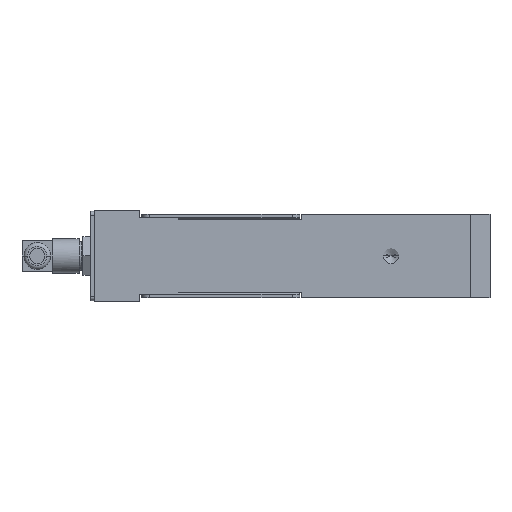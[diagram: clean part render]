
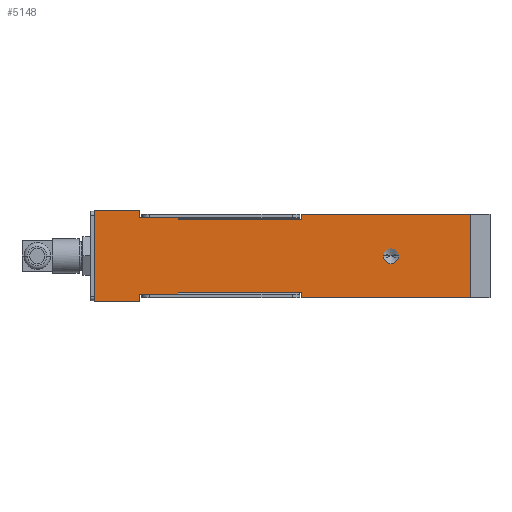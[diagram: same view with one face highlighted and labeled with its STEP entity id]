
A CAD part, front view. The second image highlights one B-rep face of the part: STEP entity #5148.
In plain terms, the highlighted face is planar.
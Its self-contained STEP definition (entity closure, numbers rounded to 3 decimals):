
#1709=CARTESIAN_POINT('',(83.571,10.284,0.0));
#1710=VERTEX_POINT('',#1709);
#1719=CARTESIAN_POINT('',(79.571,10.284,0.0));
#1720=VERTEX_POINT('',#1719);
#1721=CARTESIAN_POINT('',(81.571,10.284,0.0));
#1722=DIRECTION('',(0.0,0.0,1.0));
#1723=DIRECTION('',(1.0,0.0,0.0));
#1724=AXIS2_PLACEMENT_3D('',#1721,#1722,#1723);
#1725=CIRCLE('',#1724,2.0);
#1726=EDGE_CURVE('',#1720,#1710,#1725,.T.);
#2394=CARTESIAN_POINT('',(81.571,10.284,0.0));
#2395=DIRECTION('',(0.0,0.0,1.0));
#2396=DIRECTION('',(1.0,0.0,0.0));
#2397=AXIS2_PLACEMENT_3D('',#2394,#2395,#2396);
#2398=CIRCLE('',#2397,2.0);
#2399=EDGE_CURVE('',#1710,#1720,#2398,.T.);
#2688=CARTESIAN_POINT('',(3.571,22.284,0.0));
#2689=VERTEX_POINT('',#2688);
#2696=CARTESIAN_POINT('',(3.571,-1.716,0.0));
#2697=VERTEX_POINT('',#2696);
#2698=CARTESIAN_POINT('',(3.571,22.284,0.0));
#2699=DIRECTION('',(0.0,-1.0,0.0));
#2700=VECTOR('',#2699,24.0);
#2701=LINE('',#2698,#2700);
#2702=EDGE_CURVE('',#2689,#2697,#2701,.T.);
#2753=CARTESIAN_POINT('',(15.571,-1.716,0.0));
#2754=VERTEX_POINT('',#2753);
#2755=CARTESIAN_POINT('',(3.571,-1.716,0.0));
#2756=DIRECTION('',(1.0,0.0,0.0));
#2757=VECTOR('',#2756,12.0);
#2758=LINE('',#2755,#2757);
#2759=EDGE_CURVE('',#2697,#2754,#2758,.T.);
#3021=CARTESIAN_POINT('',(25.571,0.784,0.0));
#3022=VERTEX_POINT('',#3021);
#3029=CARTESIAN_POINT('',(58.071,0.784,0.0));
#3030=VERTEX_POINT('',#3029);
#3031=CARTESIAN_POINT('',(25.571,0.784,0.0));
#3032=DIRECTION('',(1.0,0.0,0.0));
#3033=VECTOR('',#3032,32.5);
#3034=LINE('',#3031,#3033);
#3035=EDGE_CURVE('',#3022,#3030,#3034,.T.);
#3123=CARTESIAN_POINT('',(58.071,19.784,0.0));
#3124=VERTEX_POINT('',#3123);
#3131=CARTESIAN_POINT('',(25.571,19.784,0.0));
#3132=VERTEX_POINT('',#3131);
#3133=CARTESIAN_POINT('',(58.071,19.784,0.0));
#3134=DIRECTION('',(-1.0,0.0,0.0));
#3135=VECTOR('',#3134,32.5);
#3136=LINE('',#3133,#3135);
#3137=EDGE_CURVE('',#3124,#3132,#3136,.T.);
#3580=CARTESIAN_POINT('',(25.571,20.284,0.0));
#3581=VERTEX_POINT('',#3580);
#3588=CARTESIAN_POINT('',(15.571,20.284,0.0));
#3589=VERTEX_POINT('',#3588);
#3590=CARTESIAN_POINT('',(25.571,20.284,0.0));
#3591=DIRECTION('',(-1.0,0.0,0.0));
#3592=VECTOR('',#3591,10.0);
#3593=LINE('',#3590,#3592);
#3594=EDGE_CURVE('',#3581,#3589,#3593,.T.);
#3632=CARTESIAN_POINT('',(25.571,19.784,0.0));
#3633=DIRECTION('',(0.0,1.0,0.0));
#3634=VECTOR('',#3633,0.5);
#3635=LINE('',#3632,#3634);
#3636=EDGE_CURVE('',#3132,#3581,#3635,.T.);
#3770=CARTESIAN_POINT('',(15.571,0.284,0.0));
#3771=VERTEX_POINT('',#3770);
#3778=CARTESIAN_POINT('',(25.571,0.284,0.0));
#3779=VERTEX_POINT('',#3778);
#3780=CARTESIAN_POINT('',(15.571,0.284,0.0));
#3781=DIRECTION('',(1.0,0.0,0.0));
#3782=VECTOR('',#3781,10.0);
#3783=LINE('',#3780,#3782);
#3784=EDGE_CURVE('',#3771,#3779,#3783,.T.);
#3862=CARTESIAN_POINT('',(102.571,21.284,0.0));
#3863=VERTEX_POINT('',#3862);
#3880=CARTESIAN_POINT('',(102.571,-0.716,0.0));
#3881=VERTEX_POINT('',#3880);
#3888=CARTESIAN_POINT('',(102.571,-0.716,0.0));
#3889=DIRECTION('',(0.0,1.0,0.0));
#3890=VECTOR('',#3889,22.);
#3891=LINE('',#3888,#3890);
#3892=EDGE_CURVE('',#3881,#3863,#3891,.T.);
#3934=CARTESIAN_POINT('',(58.071,21.284,0.0));
#3935=VERTEX_POINT('',#3934);
#3936=CARTESIAN_POINT('',(102.571,21.284,0.0));
#3937=DIRECTION('',(-1.0,0.0,0.0));
#3938=VECTOR('',#3937,44.5);
#3939=LINE('',#3936,#3938);
#3940=EDGE_CURVE('',#3863,#3935,#3939,.T.);
#4034=CARTESIAN_POINT('',(58.071,-0.716,0.0));
#4035=VERTEX_POINT('',#4034);
#4042=CARTESIAN_POINT('',(58.071,-0.716,0.0));
#4043=DIRECTION('',(1.0,0.0,0.0));
#4044=VECTOR('',#4043,44.5);
#4045=LINE('',#4042,#4044);
#4046=EDGE_CURVE('',#4035,#3881,#4045,.T.);
#4991=CARTESIAN_POINT('',(25.571,0.284,0.0));
#4992=DIRECTION('',(0.0,1.0,0.0));
#4993=VECTOR('',#4992,0.5);
#4994=LINE('',#4991,#4993);
#4995=EDGE_CURVE('',#3779,#3022,#4994,.T.);
#5015=CARTESIAN_POINT('',(15.571,-1.716,0.0));
#5016=DIRECTION('',(0.0,1.0,0.0));
#5017=VECTOR('',#5016,2.0);
#5018=LINE('',#5015,#5017);
#5019=EDGE_CURVE('',#2754,#3771,#5018,.T.);
#5026=CARTESIAN_POINT('',(15.571,22.284,0.0));
#5027=VERTEX_POINT('',#5026);
#5028=CARTESIAN_POINT('',(15.571,20.284,0.0));
#5029=DIRECTION('',(0.0,1.0,0.0));
#5030=VECTOR('',#5029,2.0);
#5031=LINE('',#5028,#5030);
#5032=EDGE_CURVE('',#3589,#5027,#5031,.T.);
#5057=CARTESIAN_POINT('',(15.571,22.284,0.0));
#5058=DIRECTION('',(-1.0,0.0,0.0));
#5059=VECTOR('',#5058,12.0);
#5060=LINE('',#5057,#5059);
#5061=EDGE_CURVE('',#5027,#2689,#5060,.T.);
#5087=CARTESIAN_POINT('',(58.071,21.284,0.0));
#5088=DIRECTION('',(0.0,-1.0,0.0));
#5089=VECTOR('',#5088,1.5);
#5090=LINE('',#5087,#5089);
#5091=EDGE_CURVE('',#3935,#3124,#5090,.T.);
#5098=CARTESIAN_POINT('',(58.071,0.784,0.0));
#5099=DIRECTION('',(0.0,-1.0,0.0));
#5100=VECTOR('',#5099,1.5);
#5101=LINE('',#5098,#5100);
#5102=EDGE_CURVE('',#3030,#4035,#5101,.T.);
#5121=CARTESIAN_POINT('',(54.478,10.284,0.0));
#5122=DIRECTION('',(0.0,0.0,1.0));
#5123=DIRECTION('',(1.0,0.0,0.0));
#5124=AXIS2_PLACEMENT_3D('',#5121,#5122,#5123);
#5125=PLANE('',#5124);
#5126=ORIENTED_EDGE('',*,*,#3892,.F.);
#5127=ORIENTED_EDGE('',*,*,#4046,.F.);
#5128=ORIENTED_EDGE('',*,*,#5102,.F.);
#5129=ORIENTED_EDGE('',*,*,#3035,.F.);
#5130=ORIENTED_EDGE('',*,*,#4995,.F.);
#5131=ORIENTED_EDGE('',*,*,#3784,.F.);
#5132=ORIENTED_EDGE('',*,*,#5019,.F.);
#5133=ORIENTED_EDGE('',*,*,#2759,.F.);
#5134=ORIENTED_EDGE('',*,*,#2702,.F.);
#5135=ORIENTED_EDGE('',*,*,#5061,.F.);
#5136=ORIENTED_EDGE('',*,*,#5032,.F.);
#5137=ORIENTED_EDGE('',*,*,#3594,.F.);
#5138=ORIENTED_EDGE('',*,*,#3636,.F.);
#5139=ORIENTED_EDGE('',*,*,#3137,.F.);
#5140=ORIENTED_EDGE('',*,*,#5091,.F.);
#5141=ORIENTED_EDGE('',*,*,#3940,.F.);
#5142=EDGE_LOOP('',(#5126,#5127,#5128,#5129,#5130,#5131,#5132,#5133,#5134,#5135,#5136,#5137,#5138,#5139,#5140,#5141));
#5143=FACE_OUTER_BOUND('',#5142,.T.);
#5144=ORIENTED_EDGE('',*,*,#2399,.T.);
#5145=ORIENTED_EDGE('',*,*,#1726,.T.);
#5146=EDGE_LOOP('',(#5144,#5145));
#5147=FACE_BOUND('',#5146,.T.);
#5148=ADVANCED_FACE('',(#5143,#5147),#5125,.F.);
